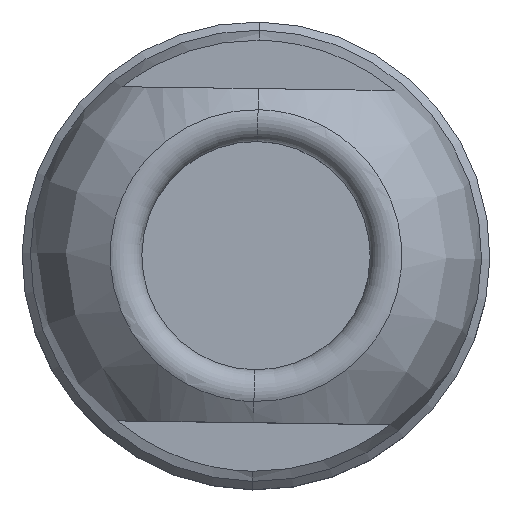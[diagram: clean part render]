
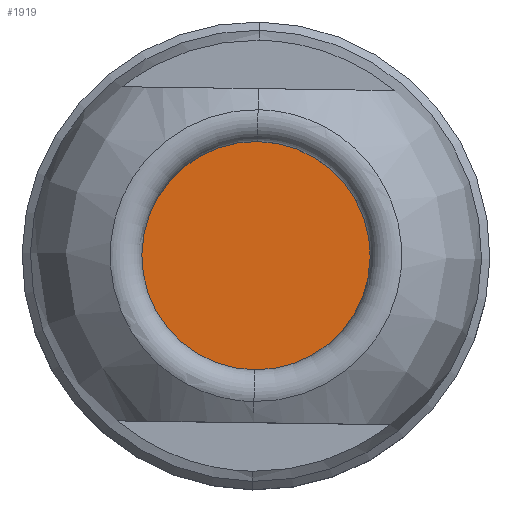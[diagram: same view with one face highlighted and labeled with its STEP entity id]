
A CAD part, top view. The second image highlights one B-rep face of the part: STEP entity #1919.
In plain terms, the highlighted planar face has unit normal (0, 0, 1).
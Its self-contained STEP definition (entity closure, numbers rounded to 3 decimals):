
#1812=AXIS2_PLACEMENT_3D('Circle Axis2P3D',#1810,#1811,$) ;
#1836=AXIS2_PLACEMENT_3D('Circle Axis2P3D',#1834,#1835,$) ;
#1913=AXIS2_PLACEMENT_3D('Plane Axis2P3D',#1910,#1911,#1912) ;
#1807=CARTESIAN_POINT('Vertex',(8.458,12.5,59.286)) ;
#1810=CARTESIAN_POINT('Axis2P3D Location',(8.4,8.4,59.286)) ;
#1814=CARTESIAN_POINT('Vertex',(8.342,4.3,59.286)) ;
#1834=CARTESIAN_POINT('Axis2P3D Location',(8.4,8.4,59.286)) ;
#1910=CARTESIAN_POINT('Axis2P3D Location',(8.4,8.4,59.286)) ;
#1811=DIRECTION('Axis2P3D Direction',(0.,0.,1.)) ;
#1835=DIRECTION('Axis2P3D Direction',(0.,0.,1.)) ;
#1911=DIRECTION('Axis2P3D Direction',(0.,0.,1.)) ;
#1912=DIRECTION('Axis2P3D XDirection',(0.,-1.,0.)) ;
#1916=ORIENTED_EDGE('',*,*,#1816,.F.) ;
#1917=ORIENTED_EDGE('',*,*,#1838,.F.) ;
#1919=ADVANCED_FACE('Hauptkoerper',(#1918),#1914,.T.) ;
#1813=CIRCLE('generated circle',#1812,4.1) ;
#1837=CIRCLE('generated circle',#1836,4.1) ;
#1816=EDGE_CURVE('',#1808,#1815,#1813,.F.) ;
#1838=EDGE_CURVE('',#1815,#1808,#1837,.F.) ;
#1915=EDGE_LOOP('',(#1916,#1917)) ;
#1918=FACE_OUTER_BOUND('',#1915,.T.) ;
#1914=PLANE('',#1913) ;
#1808=VERTEX_POINT('',#1807) ;
#1815=VERTEX_POINT('',#1814) ;
